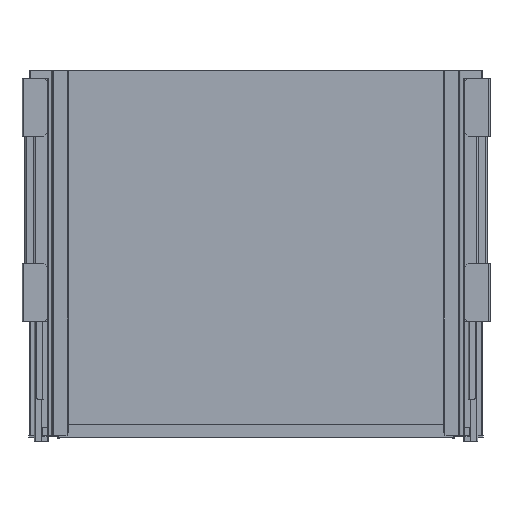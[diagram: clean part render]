
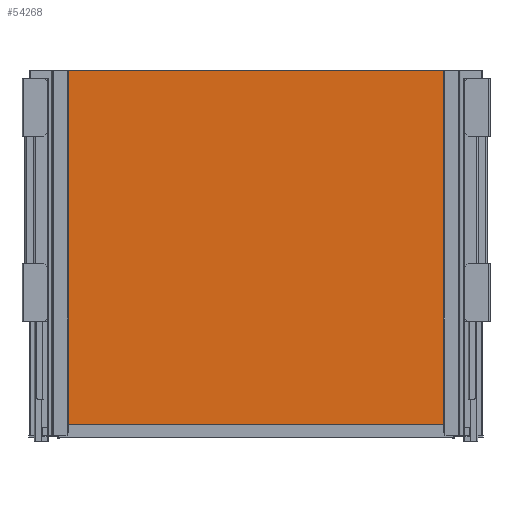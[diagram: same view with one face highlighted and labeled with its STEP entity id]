
A CAD part, front view. The second image highlights one B-rep face of the part: STEP entity #54268.
In plain terms, the highlighted planar face has unit normal (0, -1, 0).
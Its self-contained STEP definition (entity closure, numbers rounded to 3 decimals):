
#3367 = AXIS2_PLACEMENT_3D ( 'NONE', #27496, #55794, #51430 ) ;
#4280 = CARTESIAN_POINT ( 'NONE',  ( 244.5, 0., -426. ) ) ;
#4514 = ORIENTED_EDGE ( 'NONE', *, *, #49122, .F. ) ;
#6053 = VERTEX_POINT ( 'NONE', #37758 ) ;
#9712 = VECTOR ( 'NONE', #24229, 1000. ) ;
#10435 = LINE ( 'NONE', #32916, #9712 ) ;
#10549 = VERTEX_POINT ( 'NONE', #48352 ) ;
#13545 = ORIENTED_EDGE ( 'NONE', *, *, #21043, .F. ) ;
#16503 = EDGE_CURVE ( 'NONE', #6053, #48569, #40873, .T. ) ;
#19676 = LINE ( 'NONE', #25647, #50727 ) ;
#19699 = VERTEX_POINT ( 'NONE', #43776 ) ;
#21043 = EDGE_CURVE ( 'NONE', #48569, #19699, #10435, .T. ) ;
#21149 = FACE_OUTER_BOUND ( 'NONE', #27111, .T. ) ;
#23542 = VECTOR ( 'NONE', #46390, 1000. ) ;
#24229 = DIRECTION ( 'NONE',  ( 0., 0., 1. ) ) ;
#25647 = CARTESIAN_POINT ( 'NONE',  ( -244.5, 0., 0. ) ) ;
#25732 = ORIENTED_EDGE ( 'NONE', *, *, #28828, .F. ) ;
#27111 = EDGE_LOOP ( 'NONE', ( #13545, #37067, #4514, #25732 ) ) ;
#27496 = CARTESIAN_POINT ( 'NONE',  ( 0., 0., 0. ) ) ;
#28828 = EDGE_CURVE ( 'NONE', #19699, #10549, #19676, .T. ) ;
#31846 = DIRECTION ( 'NONE',  ( -1., 0., 0. ) ) ;
#32916 = CARTESIAN_POINT ( 'NONE',  ( -244.5, 0., -426. ) ) ;
#36052 = LINE ( 'NONE', #4280, #23542 ) ;
#37067 = ORIENTED_EDGE ( 'NONE', *, *, #16503, .F. ) ;
#37758 = CARTESIAN_POINT ( 'NONE',  ( 244.5, 0., -426. ) ) ;
#37919 = VECTOR ( 'NONE', #31846, 1000. ) ;
#40873 = LINE ( 'NONE', #60160, #37919 ) ;
#43776 = CARTESIAN_POINT ( 'NONE',  ( -244.5, 0., 0. ) ) ;
#45854 = CARTESIAN_POINT ( 'NONE',  ( -244.5, 0., -426. ) ) ;
#46390 = DIRECTION ( 'NONE',  ( 0., 0., -1. ) ) ;
#46448 = PLANE ( 'NONE',  #3367 ) ;
#48352 = CARTESIAN_POINT ( 'NONE',  ( 244.5, 0., 0. ) ) ;
#48569 = VERTEX_POINT ( 'NONE', #45854 ) ;
#49122 = EDGE_CURVE ( 'NONE', #10549, #6053, #36052, .T. ) ;
#49202 = DIRECTION ( 'NONE',  ( 1., 0., 0. ) ) ;
#50727 = VECTOR ( 'NONE', #49202, 1000. ) ;
#51430 = DIRECTION ( 'NONE',  ( 0., 0., 1. ) ) ;
#54268 = ADVANCED_FACE ( 'NONE', ( #21149 ), #46448, .F. ) ;
#55794 = DIRECTION ( 'NONE',  ( 0., 1., 0. ) ) ;
#60160 = CARTESIAN_POINT ( 'NONE',  ( -244.5, 0., -426. ) ) ;
